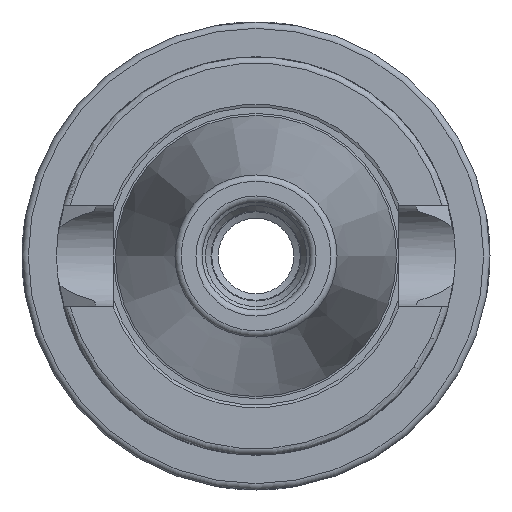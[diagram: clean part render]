
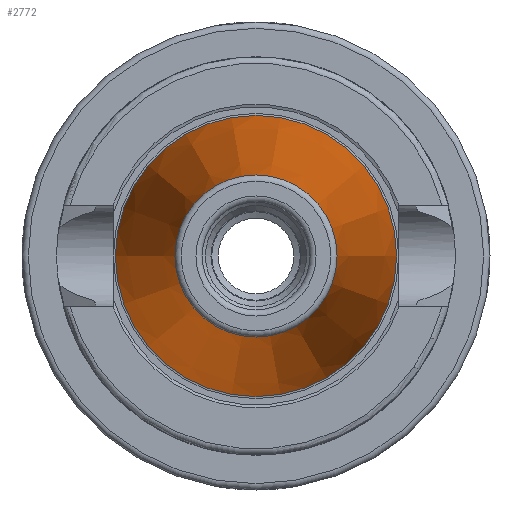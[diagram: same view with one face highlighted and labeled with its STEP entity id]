
A CAD part, left-side view. The second image highlights one B-rep face of the part: STEP entity #2772.
In plain terms, the highlighted conical face has half-angle 8.297 degrees and reference radius 17.519 mm.
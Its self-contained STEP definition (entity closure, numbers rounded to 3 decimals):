
#2730=CARTESIAN_POINT('',(-64.544,12.812,0.0));
#2731=VERTEX_POINT('',#2730);
#2732=CARTESIAN_POINT('',(-64.544,0.,0.0));
#2733=DIRECTION('',(1.0,0.0,0.0));
#2734=DIRECTION('',(0.0,1.0,0.0));
#2735=AXIS2_PLACEMENT_3D('',#2732,#2733,#2734);
#2736=CIRCLE('',#2735,12.812);
#2737=EDGE_CURVE('',#2731,#2731,#2736,.T.);
#2753=CARTESIAN_POINT('',(-32.272,0.,0.0));
#2754=DIRECTION('',(1.0,0.,0.0));
#2755=DIRECTION('',(0.0,1.0,0.0));
#2756=AXIS2_PLACEMENT_3D('',#2753,#2754,#2755);
#2757=CONICAL_SURFACE('',#2756,17.519,8.297);
#2758=CARTESIAN_POINT('',(0.,22.225,0.0));
#2759=VERTEX_POINT('',#2758);
#2760=CARTESIAN_POINT('',(0.,0.,0.0));
#2761=DIRECTION('',(1.0,0.0,0.0));
#2762=DIRECTION('',(0.0,1.0,0.0));
#2763=AXIS2_PLACEMENT_3D('',#2760,#2761,#2762);
#2764=CIRCLE('',#2763,22.225);
#2765=EDGE_CURVE('',#2759,#2759,#2764,.T.);
#2766=ORIENTED_EDGE('',*,*,#2765,.F.);
#2767=EDGE_LOOP('',(#2766));
#2768=FACE_OUTER_BOUND('',#2767,.T.);
#2769=ORIENTED_EDGE('',*,*,#2737,.T.);
#2770=EDGE_LOOP('',(#2769));
#2771=FACE_BOUND('',#2770,.T.);
#2772=ADVANCED_FACE('',(#2768,#2771),#2757,.T.);
